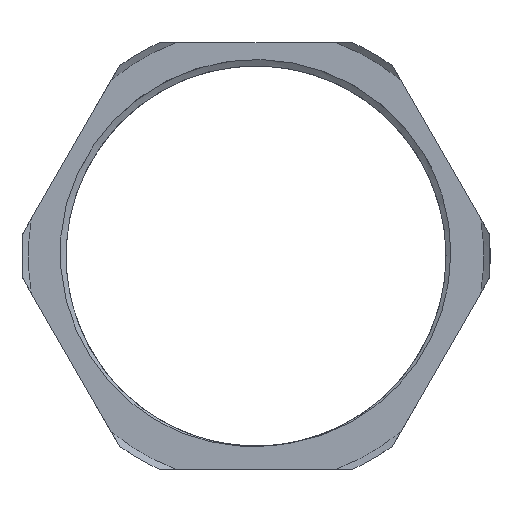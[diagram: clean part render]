
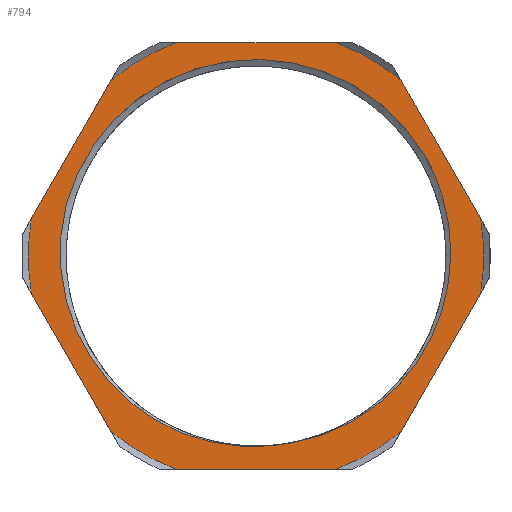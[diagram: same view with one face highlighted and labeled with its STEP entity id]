
A CAD part, left-side view. The second image highlights one B-rep face of the part: STEP entity #794.
In plain terms, the highlighted planar face has unit normal (-1, 0, 0).
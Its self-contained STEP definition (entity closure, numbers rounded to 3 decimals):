
#18=FACE_BOUND('',#230,.T.);
#21=B_SPLINE_CURVE_WITH_KNOTS('',3,(#1595,#1596,#1597,#1598,#1599,#1600,
#1601,#1602,#1603,#1604,#1605,#1606,#1607,#1608,#1609,#1610),
 .UNSPECIFIED.,.F.,.F.,(4,3,3,3,3,4),(-4.5,-4.456,
-3.329,-2.21,-1.1,0.),.UNSPECIFIED.);
#25=B_SPLINE_CURVE_WITH_KNOTS('',3,(#2028,#2029,#2030,#2031,#2032,#2033,
#2034,#2035,#2036,#2037,#2038,#2039,#2040,#2041,#2042,#2043),
 .UNSPECIFIED.,.F.,.F.,(4,3,3,3,3,4),(-4.504,-4.46,
-3.359,-2.248,-1.128,0.),.UNSPECIFIED.);
#34=PLANE('',#882);
#43=LINE('',#1138,#91);
#47=LINE('',#1162,#95);
#57=LINE('',#1219,#105);
#69=LINE('',#1282,#117);
#73=LINE('',#1297,#121);
#78=LINE('',#1314,#126);
#91=VECTOR('',#905,10.);
#95=VECTOR('',#921,10.);
#105=VECTOR('',#953,10.);
#117=VECTOR('',#1003,10.);
#121=VECTOR('',#1009,10.);
#126=VECTOR('',#1016,10.);
#186=FACE_OUTER_BOUND('',#229,.T.);
#229=EDGE_LOOP('',(#719,#720,#721,#722,#723,#724,#725,#726,#727,#728,#729,
#730));
#230=EDGE_LOOP('',(#731,#732,#733,#734));
#233=CIRCLE('',#807,27.25);
#248=CIRCLE('',#835,27.25);
#249=CIRCLE('',#837,27.25);
#250=CIRCLE('',#839,27.25);
#251=CIRCLE('',#841,27.25);
#252=CIRCLE('',#843,27.25);
#269=CIRCLE('',#879,22.75);
#270=CIRCLE('',#881,23.51);
#299=VERTEX_POINT('',#1108);
#300=VERTEX_POINT('',#1110);
#309=VERTEX_POINT('',#1136);
#316=VERTEX_POINT('',#1159);
#317=VERTEX_POINT('',#1161);
#334=VERTEX_POINT('',#1216);
#335=VERTEX_POINT('',#1218);
#348=VERTEX_POINT('',#1262);
#349=VERTEX_POINT('',#1266);
#350=VERTEX_POINT('',#1270);
#351=VERTEX_POINT('',#1274);
#352=VERTEX_POINT('',#1278);
#371=VERTEX_POINT('',#1593);
#372=VERTEX_POINT('',#1594);
#373=VERTEX_POINT('',#1784);
#374=VERTEX_POINT('',#2027);
#380=EDGE_CURVE('',#299,#300,#233,.T.);
#391=EDGE_CURVE('',#309,#299,#43,.T.);
#400=EDGE_CURVE('',#316,#317,#47,.T.);
#422=EDGE_CURVE('',#334,#335,#57,.T.);
#440=EDGE_CURVE('',#348,#309,#248,.T.);
#442=EDGE_CURVE('',#349,#334,#249,.T.);
#443=EDGE_CURVE('',#335,#350,#250,.T.);
#446=EDGE_CURVE('',#351,#316,#251,.T.);
#447=EDGE_CURVE('',#317,#352,#252,.T.);
#449=EDGE_CURVE('',#352,#349,#69,.T.);
#455=EDGE_CURVE('',#350,#348,#73,.T.);
#462=EDGE_CURVE('',#300,#351,#78,.T.);
#487=EDGE_CURVE('',#371,#372,#21,.T.);
#490=EDGE_CURVE('',#372,#373,#269,.T.);
#492=EDGE_CURVE('',#373,#374,#25,.T.);
#494=EDGE_CURVE('',#371,#374,#270,.T.);
#719=ORIENTED_EDGE('',*,*,#391,.F.);
#720=ORIENTED_EDGE('',*,*,#440,.F.);
#721=ORIENTED_EDGE('',*,*,#455,.F.);
#722=ORIENTED_EDGE('',*,*,#443,.F.);
#723=ORIENTED_EDGE('',*,*,#422,.F.);
#724=ORIENTED_EDGE('',*,*,#442,.F.);
#725=ORIENTED_EDGE('',*,*,#449,.F.);
#726=ORIENTED_EDGE('',*,*,#447,.F.);
#727=ORIENTED_EDGE('',*,*,#400,.F.);
#728=ORIENTED_EDGE('',*,*,#446,.F.);
#729=ORIENTED_EDGE('',*,*,#462,.F.);
#730=ORIENTED_EDGE('',*,*,#380,.F.);
#731=ORIENTED_EDGE('',*,*,#494,.T.);
#732=ORIENTED_EDGE('',*,*,#492,.F.);
#733=ORIENTED_EDGE('',*,*,#490,.F.);
#734=ORIENTED_EDGE('',*,*,#487,.F.);
#794=ADVANCED_FACE('',(#186,#18),#34,.T.);
#807=AXIS2_PLACEMENT_3D('',#1111,#894,#895);
#835=AXIS2_PLACEMENT_3D('',#1264,#979,#980);
#837=AXIS2_PLACEMENT_3D('',#1268,#984,#985);
#839=AXIS2_PLACEMENT_3D('',#1271,#988,#989);
#841=AXIS2_PLACEMENT_3D('',#1276,#994,#995);
#843=AXIS2_PLACEMENT_3D('',#1279,#998,#999);
#879=AXIS2_PLACEMENT_3D('',#1785,#1085,#1086);
#881=AXIS2_PLACEMENT_3D('',#2090,#1089,#1090);
#882=AXIS2_PLACEMENT_3D('',#2091,#1091,#1092);
#894=DIRECTION('center_axis',(1.,0.,0.));
#895=DIRECTION('ref_axis',(0.,0.,-1.));
#905=DIRECTION('',(0.,-0.5,0.866));
#921=DIRECTION('',(0.,-0.5,-0.866));
#953=DIRECTION('',(0.,1.,0.));
#979=DIRECTION('center_axis',(1.,0.,0.));
#980=DIRECTION('ref_axis',(0.,0.,-1.));
#984=DIRECTION('center_axis',(1.,0.,0.));
#985=DIRECTION('ref_axis',(0.,0.,-1.));
#988=DIRECTION('center_axis',(1.,0.,0.));
#989=DIRECTION('ref_axis',(0.,0.,-1.));
#994=DIRECTION('center_axis',(1.,0.,0.));
#995=DIRECTION('ref_axis',(0.,0.,-1.));
#998=DIRECTION('center_axis',(1.,0.,0.));
#999=DIRECTION('ref_axis',(0.,0.,-1.));
#1003=DIRECTION('',(0.,0.5,-0.866));
#1009=DIRECTION('',(0.,0.5,0.866));
#1016=DIRECTION('',(0.,-1.,0.));
#1085=DIRECTION('center_axis',(-1.,0.,0.));
#1086=DIRECTION('ref_axis',(0.,0.,1.));
#1089=DIRECTION('center_axis',(1.,0.,0.));
#1090=DIRECTION('ref_axis',(0.,0.,-1.));
#1091=DIRECTION('center_axis',(-1.,0.,0.));
#1092=DIRECTION('ref_axis',(0.,0.,1.));
#1108=CARTESIAN_POINT('',(-5.09,17.28,21.071));
#1110=CARTESIAN_POINT('',(-5.09,9.608,25.5));
#1111=CARTESIAN_POINT('Origin',(-5.09,0.,0.));
#1136=CARTESIAN_POINT('',(-5.09,26.888,4.429));
#1138=CARTESIAN_POINT('',(-5.09,18.403,19.125));
#1159=CARTESIAN_POINT('',(-5.09,-17.28,21.071));
#1161=CARTESIAN_POINT('',(-5.09,-26.888,4.429));
#1162=CARTESIAN_POINT('',(-5.09,-25.764,6.375));
#1216=CARTESIAN_POINT('',(-5.09,-9.608,-25.5));
#1218=CARTESIAN_POINT('',(-5.09,9.608,-25.5));
#1219=CARTESIAN_POINT('',(-5.09,7.361,-25.5));
#1262=CARTESIAN_POINT('',(-5.09,26.888,-4.429));
#1264=CARTESIAN_POINT('Origin',(-5.09,0.,0.));
#1266=CARTESIAN_POINT('',(-5.09,-17.28,-21.071));
#1268=CARTESIAN_POINT('Origin',(-5.09,0.,0.));
#1270=CARTESIAN_POINT('',(-5.09,17.28,-21.071));
#1271=CARTESIAN_POINT('Origin',(-5.09,0.,0.));
#1274=CARTESIAN_POINT('',(-5.09,-9.608,25.5));
#1276=CARTESIAN_POINT('Origin',(-5.09,0.,0.));
#1278=CARTESIAN_POINT('',(-5.09,-26.888,-4.429));
#1279=CARTESIAN_POINT('Origin',(-5.09,0.,0.));
#1282=CARTESIAN_POINT('',(-5.09,-18.403,-19.125));
#1297=CARTESIAN_POINT('',(-5.09,25.764,-6.375));
#1314=CARTESIAN_POINT('',(-5.09,-7.361,25.5));
#1593=CARTESIAN_POINT('',(-5.09,22.669,6.231));
#1594=CARTESIAN_POINT('',(-5.09,-2.293,-22.634));
#1595=CARTESIAN_POINT('Ctrl Pts',(-5.09,22.671,6.231));
#1596=CARTESIAN_POINT('Ctrl Pts',(-5.09,22.708,6.087));
#1597=CARTESIAN_POINT('Ctrl Pts',(-5.09,22.744,5.943));
#1598=CARTESIAN_POINT('Ctrl Pts',(-5.09,22.778,5.799));
#1599=CARTESIAN_POINT('Ctrl Pts',(-5.09,23.643,2.145));
#1600=CARTESIAN_POINT('Ctrl Pts',(-5.09,23.615,-1.709));
#1601=CARTESIAN_POINT('Ctrl Pts',(-5.09,22.697,-5.338));
#1602=CARTESIAN_POINT('Ctrl Pts',(-5.09,21.786,-8.939));
#1603=CARTESIAN_POINT('Ctrl Pts',(-5.09,19.991,-12.326));
#1604=CARTESIAN_POINT('Ctrl Pts',(-5.09,17.521,-15.097));
#1605=CARTESIAN_POINT('Ctrl Pts',(-5.09,15.07,-17.845));
#1606=CARTESIAN_POINT('Ctrl Pts',(-5.09,11.941,-20.003));
#1607=CARTESIAN_POINT('Ctrl Pts',(-5.09,8.494,-21.309));
#1608=CARTESIAN_POINT('Ctrl Pts',(-5.09,5.076,-22.604));
#1609=CARTESIAN_POINT('Ctrl Pts',(-5.09,1.349,-23.067));
#1610=CARTESIAN_POINT('Ctrl Pts',(-5.09,-2.293,-22.634));
#1784=CARTESIAN_POINT('',(-5.09,-4.076,-22.382));
#1785=CARTESIAN_POINT('Origin',(-5.09,0.,0.));
#2027=CARTESIAN_POINT('',(-5.09,-20.051,12.275));
#2028=CARTESIAN_POINT('Ctrl Pts',(-5.09,-4.076,-22.383));
#2029=CARTESIAN_POINT('Ctrl Pts',(-5.09,-4.218,-22.36));
#2030=CARTESIAN_POINT('Ctrl Pts',(-5.09,-4.36,-22.336));
#2031=CARTESIAN_POINT('Ctrl Pts',(-5.09,-4.501,-22.31));
#2032=CARTESIAN_POINT('Ctrl Pts',(-5.09,-8.106,-21.647));
#2033=CARTESIAN_POINT('Ctrl Pts',(-5.09,-11.535,-20.1));
#2034=CARTESIAN_POINT('Ctrl Pts',(-5.09,-14.417,-17.853));
#2035=CARTESIAN_POINT('Ctrl Pts',(-5.09,-17.324,-15.586));
#2036=CARTESIAN_POINT('Ctrl Pts',(-5.09,-19.678,-12.599));
#2037=CARTESIAN_POINT('Ctrl Pts',(-5.09,-21.207,-9.247));
#2038=CARTESIAN_POINT('Ctrl Pts',(-5.09,-22.748,-5.87));
#2039=CARTESIAN_POINT('Ctrl Pts',(-5.09,-23.462,-2.103));
#2040=CARTESIAN_POINT('Ctrl Pts',(-5.09,-23.268,1.61));
#2041=CARTESIAN_POINT('Ctrl Pts',(-5.09,-23.072,5.35));
#2042=CARTESIAN_POINT('Ctrl Pts',(-5.09,-21.961,9.036));
#2043=CARTESIAN_POINT('Ctrl Pts',(-5.09,-20.051,12.275));
#2090=CARTESIAN_POINT('Origin',(-5.09,0.,0.));
#2091=CARTESIAN_POINT('Origin',(-5.09,28.,0.));
